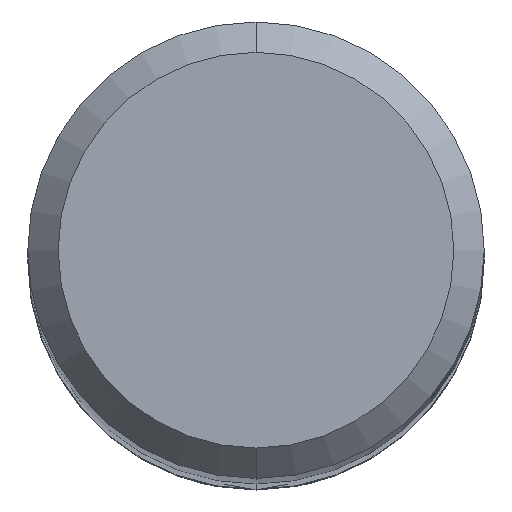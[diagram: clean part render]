
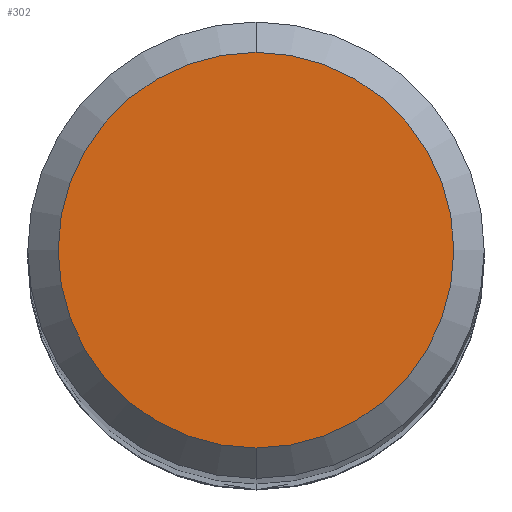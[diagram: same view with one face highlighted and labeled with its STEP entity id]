
A CAD part, top view. The second image highlights one B-rep face of the part: STEP entity #302.
In plain terms, the highlighted planar face has unit normal (0, 0, 1).
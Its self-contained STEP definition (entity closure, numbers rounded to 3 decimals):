
#270=VERTEX_POINT('',#602);
#288=EDGE_CURVE('',#306,#270,#620,.T.);
#302=ADVANCED_FACE('',(#635),#636,.T.);
#306=VERTEX_POINT('',#640);
#326=EDGE_CURVE('',#270,#306,#661,.T.);
#602=CARTESIAN_POINT('',(0.,-2.6,0.0));
#620=CIRCLE('',#1111,2.6);
#635=FACE_OUTER_BOUND('',#1162,.T.);
#636=PLANE('',#1163);
#640=CARTESIAN_POINT('',(0.0,2.6,0.0));
#661=CIRCLE('',#1196,2.6);
#1111=AXIS2_PLACEMENT_3D('',#1617,#1618,#1619);
#1162=EDGE_LOOP('',(#1632,#1633));
#1163=AXIS2_PLACEMENT_3D('',#1634,#1635,#1636);
#1196=AXIS2_PLACEMENT_3D('',#1669,#1670,#1671);
#1617=CARTESIAN_POINT('',(0.0,0.0,0.0));
#1618=DIRECTION('',(0.0,0.0,-1.0));
#1619=DIRECTION('',(0.0,1.0,0.0));
#1632=ORIENTED_EDGE('',*,*,#288,.F.);
#1633=ORIENTED_EDGE('',*,*,#326,.F.);
#1634=CARTESIAN_POINT('',(0.0,1.3,0.0));
#1635=DIRECTION('',(-0.0,0.0,1.0));
#1636=DIRECTION('',(0.0,-1.0,0.0));
#1669=CARTESIAN_POINT('',(0.0,0.0,0.0));
#1670=DIRECTION('',(0.0,0.0,-1.0));
#1671=DIRECTION('',(0.0,1.0,0.0));
